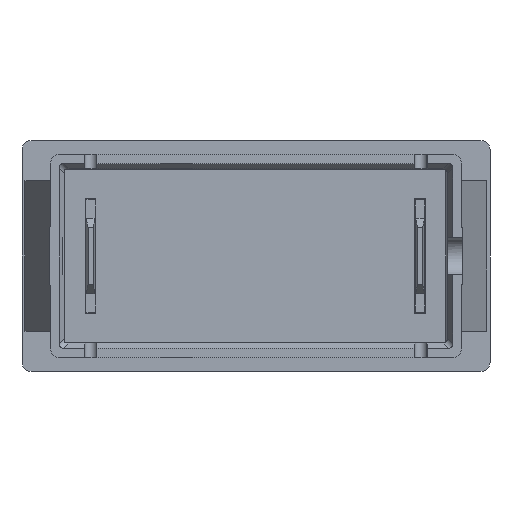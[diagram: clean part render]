
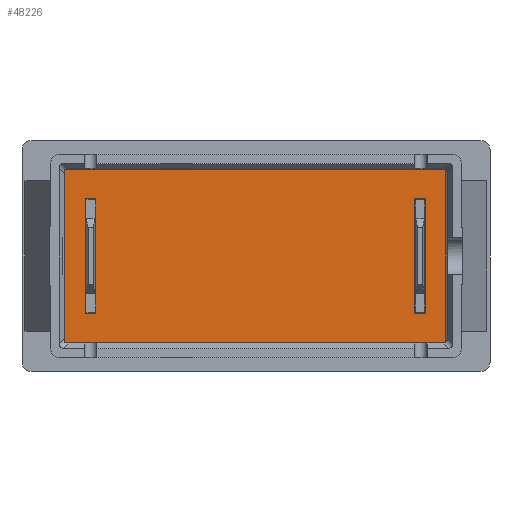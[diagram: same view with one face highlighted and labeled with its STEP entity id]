
A CAD part, front view. The second image highlights one B-rep face of the part: STEP entity #48226.
In plain terms, the highlighted planar face has unit normal (0, -1, 0).
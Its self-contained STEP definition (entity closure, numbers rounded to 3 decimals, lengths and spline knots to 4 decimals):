
#9292=DIRECTION('',(0.,0.,1.));
#9293=VECTOR('',#9292,0.576);
#9294=CARTESIAN_POINT('',(0.55,-1.01,-0.288));
#9295=LINE('',#9294,#9293);
#9296=DIRECTION('',(1.,0.,0.));
#9297=VECTOR('',#9296,1.269);
#9298=CARTESIAN_POINT('',(-0.719,-1.01,-0.288));
#9299=LINE('',#9298,#9297);
#9300=DIRECTION('',(0.,0.,-1.));
#9301=VECTOR('',#9300,0.576);
#9302=CARTESIAN_POINT('',(-0.719,-1.01,0.288));
#9303=LINE('',#9302,#9301);
#9304=DIRECTION('',(-1.,0.,0.));
#9305=VECTOR('',#9304,1.269);
#9306=CARTESIAN_POINT('',(0.55,-1.01,0.288));
#9307=LINE('',#9306,#9305);
#9308=DIRECTION('',(0.,0.,1.));
#9309=VECTOR('',#9308,0.384);
#9310=CARTESIAN_POINT('',(0.448,-1.01,-0.192));
#9311=LINE('',#9310,#9309);
#9524=DIRECTION('',(1.,0.,0.));
#9525=VECTOR('',#9524,0.034);
#9526=CARTESIAN_POINT('',(0.448,-1.01,0.192));
#9527=LINE('',#9526,#9525);
#9576=DIRECTION('',(0.,0.,-1.));
#9577=VECTOR('',#9576,0.384);
#9578=CARTESIAN_POINT('',(0.482,-1.01,0.192));
#9579=LINE('',#9578,#9577);
#9592=DIRECTION('',(1.,0.,0.));
#9593=VECTOR('',#9592,0.034);
#9594=CARTESIAN_POINT('',(0.448,-1.01,-0.192));
#9595=LINE('',#9594,#9593);
#10042=DIRECTION('',(1.,0.,0.));
#10043=VECTOR('',#10042,0.034);
#10044=CARTESIAN_POINT('',(-0.651,-1.01,0.192));
#10045=LINE('',#10044,#10043);
#10050=DIRECTION('',(0.,0.,1.));
#10051=VECTOR('',#10050,0.384);
#10052=CARTESIAN_POINT('',(-0.651,-1.01,-0.192));
#10053=LINE('',#10052,#10051);
#10168=DIRECTION('',(1.,0.,0.));
#10169=VECTOR('',#10168,0.034);
#10170=CARTESIAN_POINT('',(-0.651,-1.01,-0.192));
#10171=LINE('',#10170,#10169);
#10188=DIRECTION('',(0.,0.,-1.));
#10189=VECTOR('',#10188,0.0045);
#10190=CARTESIAN_POINT('',(-0.617,-1.01,-0.1875));
#10191=LINE('',#10190,#10189);
#10220=DIRECTION('',(0.,0.,1.));
#10221=VECTOR('',#10220,0.375);
#10222=CARTESIAN_POINT('',(-0.617,-1.01,-0.1875));
#10223=LINE('',#10222,#10221);
#10366=DIRECTION('',(0.,0.,-1.));
#10367=VECTOR('',#10366,0.0045);
#10368=CARTESIAN_POINT('',(-0.617,-1.01,0.192));
#10369=LINE('',#10368,#10367);
#34093=CARTESIAN_POINT('',(0.55,-1.01,0.288));
#34094=VERTEX_POINT('',#34093);
#34095=CARTESIAN_POINT('',(-0.719,-1.01,0.288));
#34096=VERTEX_POINT('',#34095);
#34277=CARTESIAN_POINT('',(0.55,-1.01,-0.288));
#34278=VERTEX_POINT('',#34277);
#34279=CARTESIAN_POINT('',(-0.719,-1.01,-0.288));
#34280=VERTEX_POINT('',#34279);
#35048=CARTESIAN_POINT('',(0.448,-1.01,-0.192));
#35049=CARTESIAN_POINT('',(0.448,-1.01,0.192));
#35050=VERTEX_POINT('',#35048);
#35051=VERTEX_POINT('',#35049);
#35052=CARTESIAN_POINT('',(0.482,-1.01,-0.192));
#35053=VERTEX_POINT('',#35052);
#35054=CARTESIAN_POINT('',(0.482,-1.01,0.192));
#35055=VERTEX_POINT('',#35054);
#35056=CARTESIAN_POINT('',(-0.617,-1.01,0.192));
#35057=CARTESIAN_POINT('',(-0.617,-1.01,0.1875));
#35058=VERTEX_POINT('',#35056);
#35059=VERTEX_POINT('',#35057);
#35060=CARTESIAN_POINT('',(-0.651,-1.01,0.192));
#35061=VERTEX_POINT('',#35060);
#35062=CARTESIAN_POINT('',(-0.651,-1.01,-0.192));
#35063=VERTEX_POINT('',#35062);
#35064=CARTESIAN_POINT('',(-0.617,-1.01,-0.192));
#35065=VERTEX_POINT('',#35064);
#35066=CARTESIAN_POINT('',(-0.617,-1.01,-0.1875));
#35067=VERTEX_POINT('',#35066);
#48191=CARTESIAN_POINT('',(-0.0845,-1.01,0.));
#48192=DIRECTION('',(0.,1.,0.));
#48193=DIRECTION('',(1.,0.,0.));
#48194=AXIS2_PLACEMENT_3D('',#48191,#48192,#48193);
#48195=PLANE('',#48194);
#48196=ORIENTED_EDGE('',*,*,#44706,.F.);
#48197=ORIENTED_EDGE('',*,*,#44223,.F.);
#48198=ORIENTED_EDGE('',*,*,#45881,.F.);
#48199=ORIENTED_EDGE('',*,*,#43874,.F.);
#48200=EDGE_LOOP('',(#48196,#48197,#48198,#48199));
#48201=FACE_OUTER_BOUND('',#48200,.F.);
#48203=ORIENTED_EDGE('',*,*,#48202,.F.);
#48205=ORIENTED_EDGE('',*,*,#48204,.T.);
#48207=ORIENTED_EDGE('',*,*,#48206,.F.);
#48209=ORIENTED_EDGE('',*,*,#48208,.F.);
#48210=EDGE_LOOP('',(#48203,#48205,#48207,#48209));
#48211=FACE_BOUND('',#48210,.F.);
#48213=ORIENTED_EDGE('',*,*,#48212,.F.);
#48215=ORIENTED_EDGE('',*,*,#48214,.F.);
#48217=ORIENTED_EDGE('',*,*,#48216,.F.);
#48219=ORIENTED_EDGE('',*,*,#48218,.T.);
#48221=ORIENTED_EDGE('',*,*,#48220,.F.);
#48223=ORIENTED_EDGE('',*,*,#48222,.T.);
#48224=EDGE_LOOP('',(#48213,#48215,#48217,#48219,#48221,#48223));
#48225=FACE_BOUND('',#48224,.F.);
#43874=EDGE_CURVE('',#34094,#34096,#9307,.T.);
#44223=EDGE_CURVE('',#34280,#34278,#9299,.T.);
#44706=EDGE_CURVE('',#34278,#34094,#9295,.T.);
#45881=EDGE_CURVE('',#34096,#34280,#9303,.T.);
#48202=EDGE_CURVE('',#35050,#35051,#9311,.T.);
#48204=EDGE_CURVE('',#35050,#35053,#9595,.T.);
#48206=EDGE_CURVE('',#35055,#35053,#9579,.T.);
#48208=EDGE_CURVE('',#35051,#35055,#9527,.T.);
#48212=EDGE_CURVE('',#35058,#35059,#10369,.T.);
#48214=EDGE_CURVE('',#35061,#35058,#10045,.T.);
#48216=EDGE_CURVE('',#35063,#35061,#10053,.T.);
#48218=EDGE_CURVE('',#35063,#35065,#10171,.T.);
#48220=EDGE_CURVE('',#35067,#35065,#10191,.T.);
#48222=EDGE_CURVE('',#35067,#35059,#10223,.T.);
#48226=ADVANCED_FACE('',(#48201,#48211,#48225),#48195,.F.);
